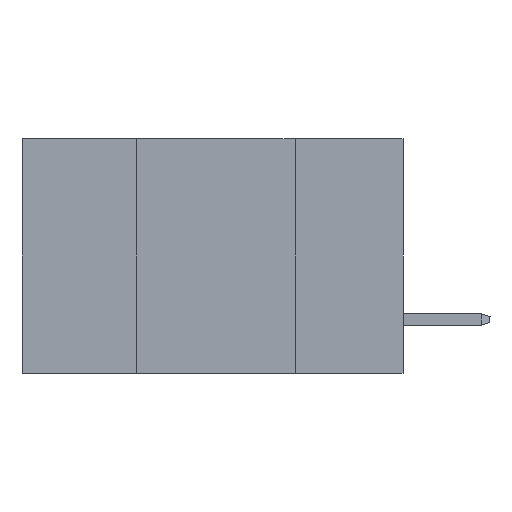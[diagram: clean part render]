
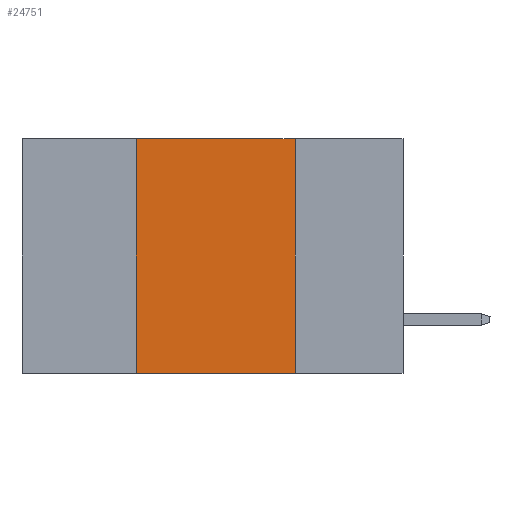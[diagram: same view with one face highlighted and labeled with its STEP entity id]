
A CAD part, left-side view. The second image highlights one B-rep face of the part: STEP entity #24751.
In plain terms, the highlighted planar face has unit normal (-1, 0, 0).
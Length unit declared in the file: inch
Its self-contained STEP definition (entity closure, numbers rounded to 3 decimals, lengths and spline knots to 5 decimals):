
#294 = EDGE_CURVE ( 'NONE', #5343, #24768, #8012, .T. ) ;
#1790 = DIRECTION ( 'NONE',  ( 0., 0., -1. ) ) ;
#2379 = EDGE_LOOP ( 'NONE', ( #17377, #12076, #11513, #3712 ) ) ;
#3712 = ORIENTED_EDGE ( 'NONE', *, *, #11065, .T. ) ;
#4761 = CARTESIAN_POINT ( 'NONE',  ( 0., 0.42, 0. ) ) ;
#5092 = CARTESIAN_POINT ( 'NONE',  ( 0., 0.17, 0. ) ) ;
#5250 = AXIS2_PLACEMENT_3D ( 'NONE', #23973, #22193, #10683 ) ;
#5343 = VERTEX_POINT ( 'NONE', #4761 ) ;
#6756 = PLANE ( 'NONE',  #5250 ) ;
#7340 = VECTOR ( 'NONE', #12005, 39.37008 ) ;
#8002 = LINE ( 'NONE', #11550, #12419 ) ;
#8012 = LINE ( 'NONE', #19636, #20962 ) ;
#8160 = LINE ( 'NONE', #14343, #18764 ) ;
#8330 = EDGE_CURVE ( 'NONE', #16736, #5343, #21728, .T. ) ;
#10683 = DIRECTION ( 'NONE',  ( 0., 0., -1. ) ) ;
#11065 = EDGE_CURVE ( 'NONE', #16736, #19378, #8160, .T. ) ;
#11356 = CARTESIAN_POINT ( 'NONE',  ( 0., 0.17, -0.37 ) ) ;
#11513 = ORIENTED_EDGE ( 'NONE', *, *, #8330, .F. ) ;
#11550 = CARTESIAN_POINT ( 'NONE',  ( 0., 0.17, 0. ) ) ;
#12005 = DIRECTION ( 'NONE',  ( 0., 0., 1. ) ) ;
#12076 = ORIENTED_EDGE ( 'NONE', *, *, #294, .F. ) ;
#12419 = VECTOR ( 'NONE', #1790, 39.37008 ) ;
#14343 = CARTESIAN_POINT ( 'NONE',  ( 0., 0.6, -0.37 ) ) ;
#14481 = FACE_OUTER_BOUND ( 'NONE', #2379, .T. ) ;
#15125 = EDGE_CURVE ( 'NONE', #24768, #19378, #8002, .T. ) ;
#16736 = VERTEX_POINT ( 'NONE', #20864 ) ;
#17377 = ORIENTED_EDGE ( 'NONE', *, *, #15125, .F. ) ;
#18125 = DIRECTION ( 'NONE',  ( 0., -1., 0. ) ) ;
#18764 = VECTOR ( 'NONE', #18125, 39.37008 ) ;
#19378 = VERTEX_POINT ( 'NONE', #11356 ) ;
#19512 = DIRECTION ( 'NONE',  ( 0., -1., 0. ) ) ;
#19636 = CARTESIAN_POINT ( 'NONE',  ( 0., 0.6, 0. ) ) ;
#19934 = CARTESIAN_POINT ( 'NONE',  ( 0., 0.42, 0. ) ) ;
#20864 = CARTESIAN_POINT ( 'NONE',  ( 0., 0.42, -0.37 ) ) ;
#20962 = VECTOR ( 'NONE', #19512, 39.37008 ) ;
#21728 = LINE ( 'NONE', #19934, #7340 ) ;
#22193 = DIRECTION ( 'NONE',  ( 1., 0., 0. ) ) ;
#23973 = CARTESIAN_POINT ( 'NONE',  ( 0., 0.6, 0. ) ) ;
#24751 = ADVANCED_FACE ( 'NONE', ( #14481 ), #6756, .F. ) ;
#24768 = VERTEX_POINT ( 'NONE', #5092 ) ;
